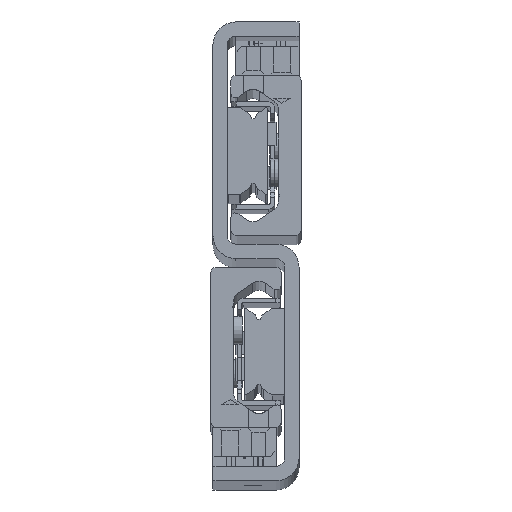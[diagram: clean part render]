
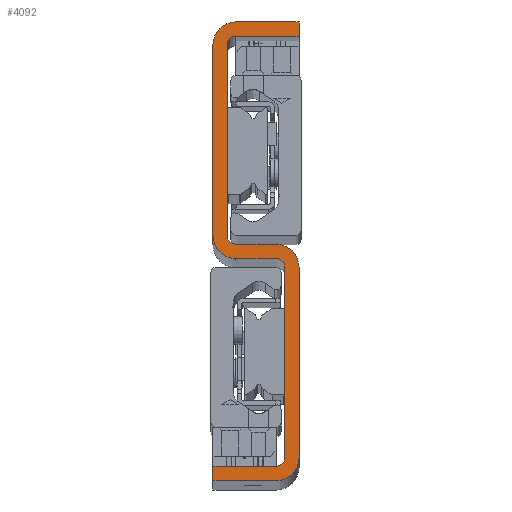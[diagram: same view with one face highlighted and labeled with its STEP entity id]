
A CAD part, top view. The second image highlights one B-rep face of the part: STEP entity #4092.
In plain terms, the highlighted planar face has unit normal (0, 0, 1).
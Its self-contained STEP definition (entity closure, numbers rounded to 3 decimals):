
#3154=CARTESIAN_POINT('',(15.0,80.0,930.0));
#3155=VERTEX_POINT('',#3154);
#3156=CARTESIAN_POINT('',(15.0,77.5,930.0));
#3157=VERTEX_POINT('',#3156);
#3158=CARTESIAN_POINT('',(15.0,80.0,930.0));
#3159=DIRECTION('',(0.0,-1.0,0.0));
#3160=VECTOR('',#3159,2.5);
#3161=LINE('',#3158,#3160);
#3162=EDGE_CURVE('',#3155,#3157,#3161,.T.);
#3194=CARTESIAN_POINT('',(4.,77.5,930.0));
#3195=VERTEX_POINT('',#3194);
#3196=CARTESIAN_POINT('',(15.0,77.5,930.0));
#3197=DIRECTION('',(-1.0,0.0,0.0));
#3198=VECTOR('',#3197,11.);
#3199=LINE('',#3196,#3198);
#3200=EDGE_CURVE('',#3157,#3195,#3199,.T.);
#3252=CARTESIAN_POINT('',(2.5,76.0,930.0));
#3253=VERTEX_POINT('',#3252);
#3254=CARTESIAN_POINT('',(4.,76.0,930.0));
#3255=DIRECTION('',(0.0,0.0,1.0));
#3256=DIRECTION('',(0.0,-1.0,0.0));
#3257=AXIS2_PLACEMENT_3D('',#3254,#3255,#3256);
#3258=CIRCLE('',#3257,1.5);
#3259=EDGE_CURVE('',#3195,#3253,#3258,.T.);
#3285=CARTESIAN_POINT('',(2.5,42.75,930.0));
#3286=VERTEX_POINT('',#3285);
#3287=CARTESIAN_POINT('',(2.5,76.0,930.0));
#3288=DIRECTION('',(0.0,-1.0,0.0));
#3289=VECTOR('',#3288,33.25);
#3290=LINE('',#3287,#3289);
#3291=EDGE_CURVE('',#3253,#3286,#3290,.T.);
#3352=CARTESIAN_POINT('',(4.,41.25,930.0));
#3353=VERTEX_POINT('',#3352);
#3354=CARTESIAN_POINT('',(4.,42.75,930.0));
#3355=DIRECTION('',(0.0,0.0,1.0));
#3356=DIRECTION('',(1.0,0.0,0.0));
#3357=AXIS2_PLACEMENT_3D('',#3354,#3355,#3356);
#3358=CIRCLE('',#3357,1.5);
#3359=EDGE_CURVE('',#3286,#3353,#3358,.T.);
#3385=CARTESIAN_POINT('',(11.,41.25,930.0));
#3386=VERTEX_POINT('',#3385);
#3387=CARTESIAN_POINT('',(4.,41.25,930.0));
#3388=DIRECTION('',(1.0,0.0,0.0));
#3389=VECTOR('',#3388,7.);
#3390=LINE('',#3387,#3389);
#3391=EDGE_CURVE('',#3353,#3386,#3390,.T.);
#3416=CARTESIAN_POINT('',(15.,37.25,930.0));
#3417=VERTEX_POINT('',#3416);
#3418=CARTESIAN_POINT('',(11.,37.25,930.0));
#3419=DIRECTION('',(0.0,0.0,-1.0));
#3420=DIRECTION('',(1.0,0.0,0.0));
#3421=AXIS2_PLACEMENT_3D('',#3418,#3419,#3420);
#3422=CIRCLE('',#3421,4.0);
#3423=EDGE_CURVE('',#3386,#3417,#3422,.T.);
#3449=CARTESIAN_POINT('',(15.,4.,930.0));
#3450=VERTEX_POINT('',#3449);
#3451=CARTESIAN_POINT('',(15.,37.25,930.0));
#3452=DIRECTION('',(0.0,-1.0,0.0));
#3453=VECTOR('',#3452,33.25);
#3454=LINE('',#3451,#3453);
#3455=EDGE_CURVE('',#3417,#3450,#3454,.T.);
#3516=CARTESIAN_POINT('',(11.0,0.,930.0));
#3517=VERTEX_POINT('',#3516);
#3518=CARTESIAN_POINT('',(11.,4.,930.0));
#3519=DIRECTION('',(0.0,0.0,-1.0));
#3520=DIRECTION('',(0.,-1.,0.0));
#3521=AXIS2_PLACEMENT_3D('',#3518,#3519,#3520);
#3522=CIRCLE('',#3521,4.);
#3523=EDGE_CURVE('',#3450,#3517,#3522,.T.);
#3549=CARTESIAN_POINT('',(0.0,0.0,930.0));
#3550=VERTEX_POINT('',#3549);
#3551=CARTESIAN_POINT('',(11.0,0.,930.0));
#3552=DIRECTION('',(-1.0,0.0,0.0));
#3553=VECTOR('',#3552,11.0);
#3554=LINE('',#3551,#3553);
#3555=EDGE_CURVE('',#3517,#3550,#3554,.T.);
#3607=CARTESIAN_POINT('',(0.0,2.5,930.0));
#3608=VERTEX_POINT('',#3607);
#3609=CARTESIAN_POINT('',(0.0,0.0,930.0));
#3610=DIRECTION('',(0.0,1.0,0.0));
#3611=VECTOR('',#3610,2.5);
#3612=LINE('',#3609,#3611);
#3613=EDGE_CURVE('',#3550,#3608,#3612,.T.);
#3638=CARTESIAN_POINT('',(11.,2.5,930.0));
#3639=VERTEX_POINT('',#3638);
#3640=CARTESIAN_POINT('',(0.0,2.5,930.0));
#3641=DIRECTION('',(1.0,0.0,0.0));
#3642=VECTOR('',#3641,11.);
#3643=LINE('',#3640,#3642);
#3644=EDGE_CURVE('',#3608,#3639,#3643,.T.);
#3696=CARTESIAN_POINT('',(12.5,4.0,930.0));
#3697=VERTEX_POINT('',#3696);
#3698=CARTESIAN_POINT('',(11.,4.0,930.0));
#3699=DIRECTION('',(0.0,0.0,1.0));
#3700=DIRECTION('',(0.0,1.0,0.0));
#3701=AXIS2_PLACEMENT_3D('',#3698,#3699,#3700);
#3702=CIRCLE('',#3701,1.5);
#3703=EDGE_CURVE('',#3639,#3697,#3702,.T.);
#3729=CARTESIAN_POINT('',(12.5,37.25,930.0));
#3730=VERTEX_POINT('',#3729);
#3731=CARTESIAN_POINT('',(12.5,4.0,930.0));
#3732=DIRECTION('',(0.0,1.0,0.0));
#3733=VECTOR('',#3732,33.25);
#3734=LINE('',#3731,#3733);
#3735=EDGE_CURVE('',#3697,#3730,#3734,.T.);
#3796=CARTESIAN_POINT('',(11.,38.75,930.0));
#3797=VERTEX_POINT('',#3796);
#3798=CARTESIAN_POINT('',(11.,37.25,930.0));
#3799=DIRECTION('',(0.0,0.0,1.0));
#3800=DIRECTION('',(-1.0,0.0,0.0));
#3801=AXIS2_PLACEMENT_3D('',#3798,#3799,#3800);
#3802=CIRCLE('',#3801,1.5);
#3803=EDGE_CURVE('',#3730,#3797,#3802,.T.);
#3829=CARTESIAN_POINT('',(4.,38.75,930.0));
#3830=VERTEX_POINT('',#3829);
#3831=CARTESIAN_POINT('',(11.,38.75,930.0));
#3832=DIRECTION('',(-1.0,0.0,0.0));
#3833=VECTOR('',#3832,7.);
#3834=LINE('',#3831,#3833);
#3835=EDGE_CURVE('',#3797,#3830,#3834,.T.);
#3860=CARTESIAN_POINT('',(0.0,42.75,930.0));
#3861=VERTEX_POINT('',#3860);
#3862=CARTESIAN_POINT('',(4.,42.75,930.0));
#3863=DIRECTION('',(0.0,0.0,-1.0));
#3864=DIRECTION('',(-1.0,0.0,0.0));
#3865=AXIS2_PLACEMENT_3D('',#3862,#3863,#3864);
#3866=CIRCLE('',#3865,4.);
#3867=EDGE_CURVE('',#3830,#3861,#3866,.T.);
#3893=CARTESIAN_POINT('',(0.0,76.0,930.0));
#3894=VERTEX_POINT('',#3893);
#3895=CARTESIAN_POINT('',(0.0,42.75,930.0));
#3896=DIRECTION('',(0.0,1.0,0.0));
#3897=VECTOR('',#3896,33.25);
#3898=LINE('',#3895,#3897);
#3899=EDGE_CURVE('',#3861,#3894,#3898,.T.);
#3960=CARTESIAN_POINT('',(4.,80.0,930.0));
#3961=VERTEX_POINT('',#3960);
#3962=CARTESIAN_POINT('',(4.,76.0,930.0));
#3963=DIRECTION('',(0.0,0.0,-1.0));
#3964=DIRECTION('',(0.0,1.0,0.0));
#3965=AXIS2_PLACEMENT_3D('',#3962,#3963,#3964);
#3966=CIRCLE('',#3965,4.0);
#3967=EDGE_CURVE('',#3894,#3961,#3966,.T.);
#3993=CARTESIAN_POINT('',(4.,80.0,930.0));
#3994=DIRECTION('',(1.0,0.0,0.0));
#3995=VECTOR('',#3994,11.);
#3996=LINE('',#3993,#3995);
#3997=EDGE_CURVE('',#3961,#3155,#3996,.T.);
#4065=CARTESIAN_POINT('',(7.5,40.,930.0));
#4066=DIRECTION('',(0.0,0.0,1.0));
#4067=DIRECTION('',(1.0,0.0,0.0));
#4068=AXIS2_PLACEMENT_3D('',#4065,#4066,#4067);
#4069=PLANE('',#4068);
#4070=ORIENTED_EDGE('',*,*,#3162,.F.);
#4071=ORIENTED_EDGE('',*,*,#3997,.F.);
#4072=ORIENTED_EDGE('',*,*,#3967,.F.);
#4073=ORIENTED_EDGE('',*,*,#3899,.F.);
#4074=ORIENTED_EDGE('',*,*,#3867,.F.);
#4075=ORIENTED_EDGE('',*,*,#3835,.F.);
#4076=ORIENTED_EDGE('',*,*,#3803,.F.);
#4077=ORIENTED_EDGE('',*,*,#3735,.F.);
#4078=ORIENTED_EDGE('',*,*,#3703,.F.);
#4079=ORIENTED_EDGE('',*,*,#3644,.F.);
#4080=ORIENTED_EDGE('',*,*,#3613,.F.);
#4081=ORIENTED_EDGE('',*,*,#3555,.F.);
#4082=ORIENTED_EDGE('',*,*,#3523,.F.);
#4083=ORIENTED_EDGE('',*,*,#3455,.F.);
#4084=ORIENTED_EDGE('',*,*,#3423,.F.);
#4085=ORIENTED_EDGE('',*,*,#3391,.F.);
#4086=ORIENTED_EDGE('',*,*,#3359,.F.);
#4087=ORIENTED_EDGE('',*,*,#3291,.F.);
#4088=ORIENTED_EDGE('',*,*,#3259,.F.);
#4089=ORIENTED_EDGE('',*,*,#3200,.F.);
#4090=EDGE_LOOP('',(#4070,#4071,#4072,#4073,#4074,#4075,#4076,#4077,#4078,#4079,#4080,#4081,#4082,#4083,#4084,#4085,#4086,#4087,#4088,#4089));
#4091=FACE_OUTER_BOUND('',#4090,.T.);
#4092=ADVANCED_FACE('',(#4091),#4069,.T.);
